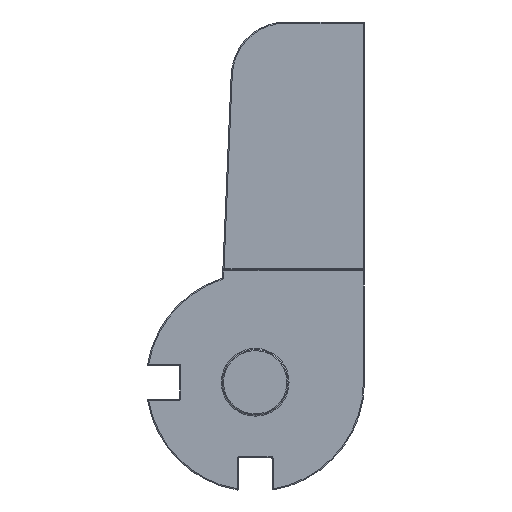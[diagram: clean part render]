
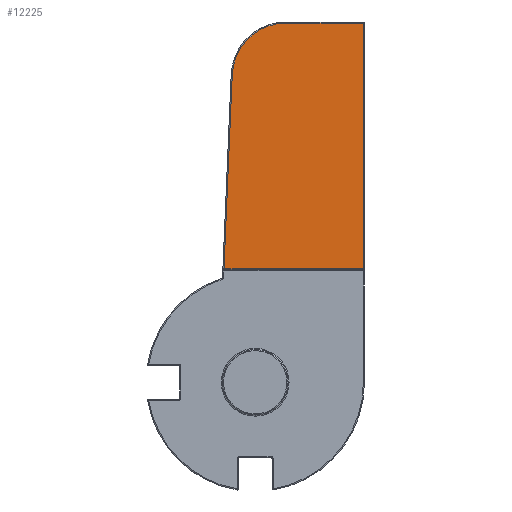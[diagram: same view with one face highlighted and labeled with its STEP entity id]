
A CAD part, left-side view. The second image highlights one B-rep face of the part: STEP entity #12225.
In plain terms, the highlighted planar face has unit normal (-1, 0, 0).
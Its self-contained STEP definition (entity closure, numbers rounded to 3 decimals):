
#586 = LINE ( 'NONE', #6218, #14436 ) ;
#599 = FACE_OUTER_BOUND ( 'NONE', #7694, .T. ) ;
#627 = VERTEX_POINT ( 'NONE', #16833 ) ;
#1052 = VERTEX_POINT ( 'NONE', #4469 ) ;
#1104 = VERTEX_POINT ( 'NONE', #15148 ) ;
#1447 = EDGE_CURVE ( 'NONE', #627, #13093, #586, .T. ) ;
#1966 = CARTESIAN_POINT ( 'NONE',  ( -10.75, -9.9, -10. ) ) ;
#2697 = ORIENTED_EDGE ( 'NONE', *, *, #12623, .T. ) ;
#3054 = LINE ( 'NONE', #1966, #7742 ) ;
#3590 = CARTESIAN_POINT ( 'NONE',  ( -10.75, -2.791, 28. ) ) ;
#3844 = CIRCLE ( 'NONE', #5213, 4.9 ) ;
#3995 = PLANE ( 'NONE',  #11089 ) ;
#4469 = CARTESIAN_POINT ( 'NONE',  ( -10.75, 2.104, 28.209 ) ) ;
#4798 = ORIENTED_EDGE ( 'NONE', *, *, #5915, .T. ) ;
#4886 = LINE ( 'NONE', #12150, #14634 ) ;
#4929 = DIRECTION ( 'NONE',  ( 0., -1., 0. ) ) ;
#5118 = VECTOR ( 'NONE', #8919, 1000. ) ;
#5213 = AXIS2_PLACEMENT_3D ( 'NONE', #3590, #12528, #4929 ) ;
#5516 = LINE ( 'NONE', #8880, #5118 ) ;
#5915 = EDGE_CURVE ( 'NONE', #1052, #627, #5516, .T. ) ;
#6218 = CARTESIAN_POINT ( 'NONE',  ( -10.75, -10., 10.4 ) ) ;
#6661 = DIRECTION ( 'NONE',  ( 0., -1., 0. ) ) ;
#6883 = EDGE_CURVE ( 'NONE', #1104, #1052, #3844, .T. ) ;
#7694 = EDGE_LOOP ( 'NONE', ( #2697, #10763, #13555, #4798, #9415 ) ) ;
#7742 = VECTOR ( 'NONE', #11020, 1000. ) ;
#8880 = CARTESIAN_POINT ( 'NONE',  ( -10.75, 3.744, -10.267 ) ) ;
#8919 = DIRECTION ( 'NONE',  ( 0., 0.043, -0.999 ) ) ;
#9100 = VERTEX_POINT ( 'NONE', #9448 ) ;
#9167 = DIRECTION ( 'NONE',  ( 0., -1., 0. ) ) ;
#9415 = ORIENTED_EDGE ( 'NONE', *, *, #1447, .T. ) ;
#9448 = CARTESIAN_POINT ( 'NONE',  ( -10.75, -9.9, 32.9 ) ) ;
#10763 = ORIENTED_EDGE ( 'NONE', *, *, #13478, .T. ) ;
#10880 = DIRECTION ( 'NONE',  ( 0., 1., 0. ) ) ;
#11020 = DIRECTION ( 'NONE',  ( 0., 0., 1. ) ) ;
#11089 = AXIS2_PLACEMENT_3D ( 'NONE', #11613, #16814, #9167 ) ;
#11613 = CARTESIAN_POINT ( 'NONE',  ( -10.75, 10., -10. ) ) ;
#12150 = CARTESIAN_POINT ( 'NONE',  ( -10.75, 10., 32.9 ) ) ;
#12225 = ADVANCED_FACE ( 'NONE', ( #599 ), #3995, .T. ) ;
#12528 = DIRECTION ( 'NONE',  ( -1., 0., 0. ) ) ;
#12623 = EDGE_CURVE ( 'NONE', #13093, #9100, #3054, .T. ) ;
#13093 = VERTEX_POINT ( 'NONE', #13930 ) ;
#13478 = EDGE_CURVE ( 'NONE', #9100, #1104, #4886, .T. ) ;
#13555 = ORIENTED_EDGE ( 'NONE', *, *, #6883, .T. ) ;
#13930 = CARTESIAN_POINT ( 'NONE',  ( -10.75, -9.9, 10.4 ) ) ;
#14436 = VECTOR ( 'NONE', #6661, 1000. ) ;
#14634 = VECTOR ( 'NONE', #10880, 1000. ) ;
#15148 = CARTESIAN_POINT ( 'NONE',  ( -10.75, -2.791, 32.9 ) ) ;
#16814 = DIRECTION ( 'NONE',  ( -1., 0., 0. ) ) ;
#16833 = CARTESIAN_POINT ( 'NONE',  ( -10.75, 2.863, 10.4 ) ) ;
